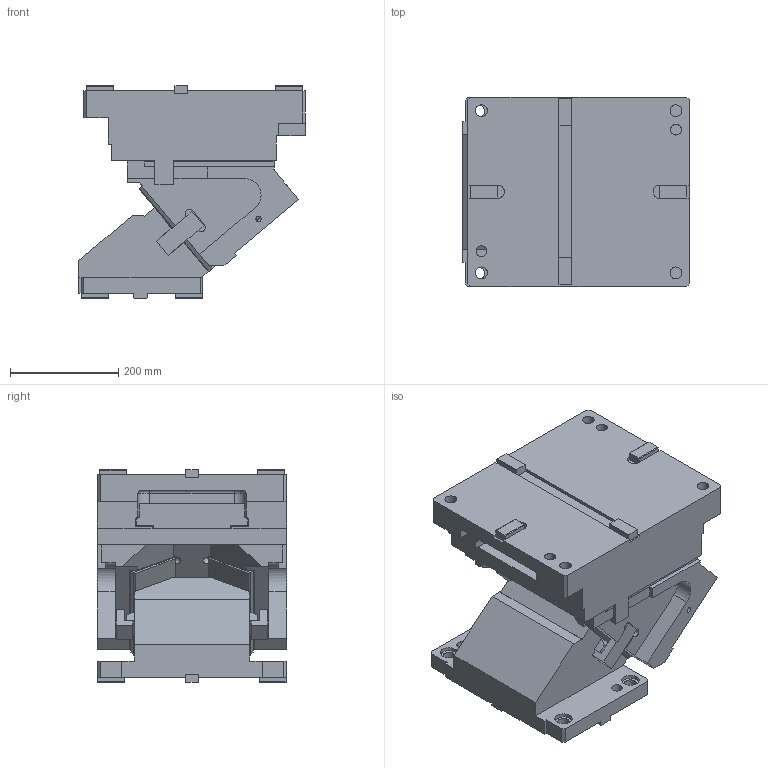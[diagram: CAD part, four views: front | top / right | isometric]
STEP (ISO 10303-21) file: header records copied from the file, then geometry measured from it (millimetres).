
FILE_DESCRIPTION(('CATIA V5 STEP Exchange'),'2;1');
FILE_NAME('CACV_350_50.stp','2015-04-24T14:19:04+00:00',('none'),('none'),'CATIA Version 5 Release 19 SP 2 (IN-10)','CATIA V5 STEP AP203','none');
FILE_SCHEMA(('CONFIG_CONTROL_DESIGN'));
Length unit declared in the file: millimetre
Products named in the file (1): CACV_350_50
Bounding box: 420 x 350 x 393 mm (x, y, z)
Volume: 30079633.6 mm3; surface area: 1404582 mm2
Topology: 3 solids, 5 shells, 589 faces, 1729 edges, 1140 vertices
Faces by surface type: plane 414, cylinder 143, bspline 10, cone 10, extrusion 8, torus 4
Entity records: 19859 total; most frequent: CARTESIAN_POINT 4878, ORIENTED_EDGE 3396, DIRECTION 2572, EDGE_CURVE 1698, VECTOR 1386, LINE 1378, VERTEX_POINT 1131, AXIS2_PLACEMENT_3D 685
